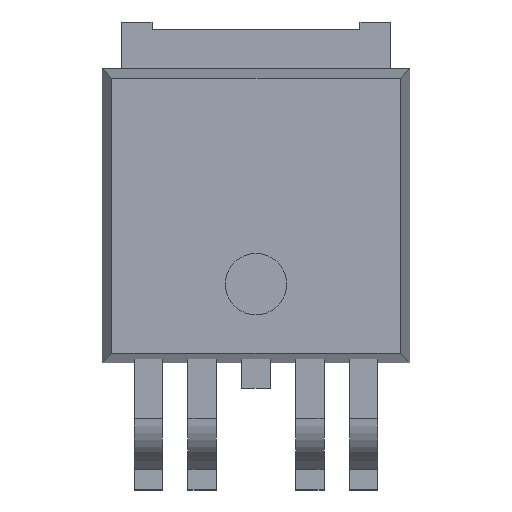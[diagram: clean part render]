
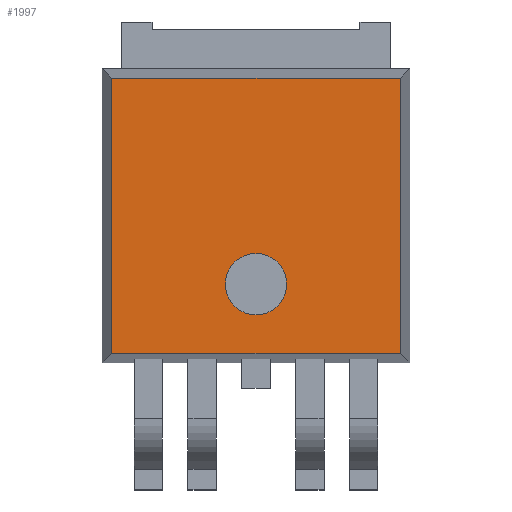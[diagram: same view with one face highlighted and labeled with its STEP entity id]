
A CAD part, top view. The second image highlights one B-rep face of the part: STEP entity #1997.
In plain terms, the highlighted planar face has unit normal (0, 0, 1).
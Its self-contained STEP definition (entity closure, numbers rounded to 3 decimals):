
#647 = LINE ( 'NONE', #728, #727 ) ;
#648 = CARTESIAN_POINT ( 'NONE',  ( 3.05, 2.91, 2.3 ) ) ;
#649 = CARTESIAN_POINT ( 'NONE',  ( -3.05, -2.91, 2.3 ) ) ;
#650 = DIRECTION ( 'NONE',  ( 1., 0., 0. ) ) ;
#651 = VECTOR ( 'NONE', #650, 1000. ) ;
#652 = CARTESIAN_POINT ( 'NONE',  ( 0., 2.91, 2.3 ) ) ;
#653 = LINE ( 'NONE', #652, #651 ) ;
#655 = DIRECTION ( 'NONE',  ( -1., 0., 0. ) ) ;
#656 = VECTOR ( 'NONE', #655, 1000. ) ;
#657 = CARTESIAN_POINT ( 'NONE',  ( 0., -2.91, 2.3 ) ) ;
#658 = LINE ( 'NONE', #657, #656 ) ;
#659 = CARTESIAN_POINT ( 'NONE',  ( 3.05, -2.91, 2.3 ) ) ;
#721 = DIRECTION ( 'NONE',  ( 0., -1., 0. ) ) ;
#722 = VECTOR ( 'NONE', #721, 1000. ) ;
#723 = CARTESIAN_POINT ( 'NONE',  ( 3.05, 0., 2.3 ) ) ;
#724 = LINE ( 'NONE', #723, #722 ) ;
#726 = DIRECTION ( 'NONE',  ( 0., 1., 0. ) ) ;
#727 = VECTOR ( 'NONE', #726, 1000. ) ;
#728 = CARTESIAN_POINT ( 'NONE',  ( -3.05, 0., 2.3 ) ) ;
#1066 = FACE_BOUND ( 'NONE', #1925, .T. ) ;
#1069 = CARTESIAN_POINT ( 'NONE',  ( 0., 0., 2.3 ) ) ;
#1070 = AXIS2_PLACEMENT_3D ( 'NONE', #1069, #1193, #1109 ) ;
#1109 = DIRECTION ( 'NONE',  ( 1., 0., 0. ) ) ;
#1180 = FACE_OUTER_BOUND ( 'NONE', #2003, .T. ) ;
#1189 = CARTESIAN_POINT ( 'NONE',  ( -3.05, 2.91, 2.3 ) ) ;
#1192 = PLANE ( 'NONE',  #1070 ) ;
#1193 = DIRECTION ( 'NONE',  ( 0., 0., 1. ) ) ;
#1298 = DIRECTION ( 'NONE',  ( 0., 0., -1. ) ) ;
#1299 = CIRCLE ( 'NONE', #1342, 0.65 ) ;
#1342 = AXIS2_PLACEMENT_3D ( 'NONE', #1374, #1298, #1346 ) ;
#1346 = DIRECTION ( 'NONE',  ( -1., 0., 0. ) ) ;
#1374 = CARTESIAN_POINT ( 'NONE',  ( 0., -1.45, 2.3 ) ) ;
#1396 = CARTESIAN_POINT ( 'NONE',  ( -0.65, -1.45, 2.3 ) ) ;
#1397 = CARTESIAN_POINT ( 'NONE',  ( 0.65, -1.45, 2.3 ) ) ;
#1474 = DIRECTION ( 'NONE',  ( -1., 0., 0. ) ) ;
#1475 = DIRECTION ( 'NONE',  ( 0., 0., -1. ) ) ;
#1476 = CARTESIAN_POINT ( 'NONE',  ( 0., -1.45, 2.3 ) ) ;
#1477 = AXIS2_PLACEMENT_3D ( 'NONE', #1476, #1475, #1474 ) ;
#1478 = CIRCLE ( 'NONE', #1477, 0.65 ) ;
#1923 = VERTEX_POINT ( 'NONE', #659 ) ;
#1925 = EDGE_LOOP ( 'NONE', ( #1938, #2008 ) ) ;
#1927 = EDGE_CURVE ( 'NONE', #1923, #1933, #658, .T. ) ;
#1928 = ORIENTED_EDGE ( 'NONE', *, *, #1940, .F. ) ;
#1930 = EDGE_CURVE ( 'NONE', #2012, #1936, #653, .T. ) ;
#1931 = ORIENTED_EDGE ( 'NONE', *, *, #1937, .F. ) ;
#1933 = VERTEX_POINT ( 'NONE', #649 ) ;
#1934 = ORIENTED_EDGE ( 'NONE', *, *, #1927, .F. ) ;
#1936 = VERTEX_POINT ( 'NONE', #648 ) ;
#1937 = EDGE_CURVE ( 'NONE', #1933, #2012, #647, .T. ) ;
#1938 = ORIENTED_EDGE ( 'NONE', *, *, #2063, .T. ) ;
#1940 = EDGE_CURVE ( 'NONE', #1936, #1923, #724, .T. ) ;
#1941 = ORIENTED_EDGE ( 'NONE', *, *, #1930, .F. ) ;
#1997 = ADVANCED_FACE ( 'NONE', ( #1180, #1066 ), #1192, .T. ) ;
#2003 = EDGE_LOOP ( 'NONE', ( #1934, #1928, #1941, #1931 ) ) ;
#2008 = ORIENTED_EDGE ( 'NONE', *, *, #2114, .T. ) ;
#2012 = VERTEX_POINT ( 'NONE', #1189 ) ;
#2063 = EDGE_CURVE ( 'NONE', #2095, #2094, #1299, .T. ) ;
#2094 = VERTEX_POINT ( 'NONE', #1397 ) ;
#2095 = VERTEX_POINT ( 'NONE', #1396 ) ;
#2114 = EDGE_CURVE ( 'NONE', #2094, #2095, #1478, .T. ) ;
